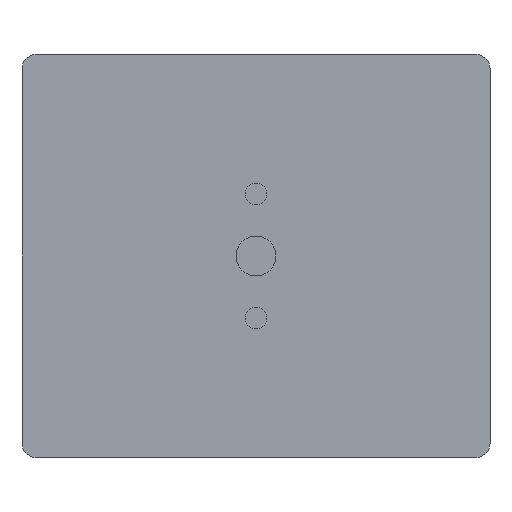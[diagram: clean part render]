
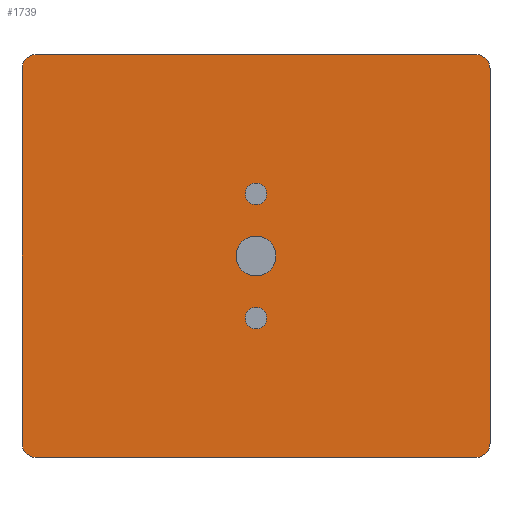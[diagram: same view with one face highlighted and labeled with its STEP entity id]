
A CAD part, front view. The second image highlights one B-rep face of the part: STEP entity #1739.
In plain terms, the highlighted planar face has unit normal (0, -1, 0).
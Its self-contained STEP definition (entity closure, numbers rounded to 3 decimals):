
#23=FACE_BOUND('',#286,.T.);
#24=FACE_BOUND('',#287,.T.);
#25=FACE_BOUND('',#288,.T.);
#63=CIRCLE('',#1844,1.5);
#65=CIRCLE('',#1848,1.5);
#79=CIRCLE('',#1896,2.769);
#81=CIRCLE('',#1899,2.);
#82=CIRCLE('',#1900,2.);
#83=CIRCLE('',#1901,2.);
#84=CIRCLE('',#1902,2.);
#180=FACE_OUTER_BOUND('',#285,.T.);
#285=EDGE_LOOP('',(#1397,#1398,#1399,#1400,#1401,#1402,#1403,#1404));
#286=EDGE_LOOP('',(#1405));
#287=EDGE_LOOP('',(#1406));
#288=EDGE_LOOP('',(#1407));
#470=LINE('',#2790,#660);
#471=LINE('',#2794,#661);
#472=LINE('',#2798,#662);
#473=LINE('',#2802,#663);
#660=VECTOR('',#2281,10.);
#661=VECTOR('',#2284,10.);
#662=VECTOR('',#2287,10.);
#663=VECTOR('',#2290,10.);
#789=VERTEX_POINT('',#2626);
#791=VERTEX_POINT('',#2633);
#837=VERTEX_POINT('',#2782);
#839=VERTEX_POINT('',#2788);
#840=VERTEX_POINT('',#2789);
#841=VERTEX_POINT('',#2791);
#842=VERTEX_POINT('',#2793);
#843=VERTEX_POINT('',#2795);
#844=VERTEX_POINT('',#2797);
#845=VERTEX_POINT('',#2799);
#846=VERTEX_POINT('',#2801);
#974=EDGE_CURVE('',#789,#789,#63,.T.);
#977=EDGE_CURVE('',#791,#791,#65,.T.);
#1046=EDGE_CURVE('',#837,#837,#79,.T.);
#1049=EDGE_CURVE('',#839,#840,#470,.T.);
#1050=EDGE_CURVE('',#840,#841,#81,.T.);
#1051=EDGE_CURVE('',#841,#842,#471,.T.);
#1052=EDGE_CURVE('',#842,#843,#82,.T.);
#1053=EDGE_CURVE('',#843,#844,#472,.T.);
#1054=EDGE_CURVE('',#844,#845,#83,.T.);
#1055=EDGE_CURVE('',#845,#846,#473,.T.);
#1056=EDGE_CURVE('',#846,#839,#84,.T.);
#1397=ORIENTED_EDGE('',*,*,#1049,.T.);
#1398=ORIENTED_EDGE('',*,*,#1050,.T.);
#1399=ORIENTED_EDGE('',*,*,#1051,.T.);
#1400=ORIENTED_EDGE('',*,*,#1052,.T.);
#1401=ORIENTED_EDGE('',*,*,#1053,.T.);
#1402=ORIENTED_EDGE('',*,*,#1054,.T.);
#1403=ORIENTED_EDGE('',*,*,#1055,.T.);
#1404=ORIENTED_EDGE('',*,*,#1056,.T.);
#1405=ORIENTED_EDGE('',*,*,#974,.T.);
#1406=ORIENTED_EDGE('',*,*,#977,.T.);
#1407=ORIENTED_EDGE('',*,*,#1046,.T.);
#1650=PLANE('',#1898);
#1739=ADVANCED_FACE('',(#180,#23,#24,#25),#1650,.T.);
#1844=AXIS2_PLACEMENT_3D('',#2627,#2114,#2115);
#1848=AXIS2_PLACEMENT_3D('',#2634,#2123,#2124);
#1896=AXIS2_PLACEMENT_3D('',#2783,#2274,#2275);
#1898=AXIS2_PLACEMENT_3D('',#2787,#2279,#2280);
#1899=AXIS2_PLACEMENT_3D('',#2792,#2282,#2283);
#1900=AXIS2_PLACEMENT_3D('',#2796,#2285,#2286);
#1901=AXIS2_PLACEMENT_3D('',#2800,#2288,#2289);
#1902=AXIS2_PLACEMENT_3D('',#2803,#2291,#2292);
#2114=DIRECTION('center_axis',(0.,1.,0.));
#2115=DIRECTION('ref_axis',(1.,0.,0.));
#2123=DIRECTION('center_axis',(0.,1.,0.));
#2124=DIRECTION('ref_axis',(1.,0.,0.));
#2274=DIRECTION('center_axis',(0.,1.,0.));
#2275=DIRECTION('ref_axis',(-1.,0.,0.));
#2279=DIRECTION('center_axis',(0.,-1.,0.));
#2280=DIRECTION('ref_axis',(0.,0.,-1.));
#2281=DIRECTION('',(0.,0.,-1.));
#2282=DIRECTION('center_axis',(0.,-1.,0.));
#2283=DIRECTION('ref_axis',(-1.,0.,0.));
#2284=DIRECTION('',(1.,0.,0.));
#2285=DIRECTION('center_axis',(0.,-1.,0.));
#2286=DIRECTION('ref_axis',(0.,0.,-1.));
#2287=DIRECTION('',(0.,0.,1.));
#2288=DIRECTION('center_axis',(0.,-1.,0.));
#2289=DIRECTION('ref_axis',(1.,0.,0.));
#2290=DIRECTION('',(-1.,0.,0.));
#2291=DIRECTION('center_axis',(0.,-1.,0.));
#2292=DIRECTION('ref_axis',(0.,0.,1.));
#2626=CARTESIAN_POINT('',(-1.5,-5.,8.625));
#2627=CARTESIAN_POINT('Origin',(0.,-5.,8.625));
#2633=CARTESIAN_POINT('',(-1.5,-5.,-8.625));
#2634=CARTESIAN_POINT('Origin',(0.,-5.,-8.625));
#2782=CARTESIAN_POINT('',(2.769,-5.,0.));
#2783=CARTESIAN_POINT('Origin',(0.,-5.,0.));
#2787=CARTESIAN_POINT('Origin',(0.,-5.,0.));
#2788=CARTESIAN_POINT('',(-32.5,-5.,26.));
#2789=CARTESIAN_POINT('',(-32.5,-5.,-26.));
#2790=CARTESIAN_POINT('',(-32.5,-5.,26.));
#2791=CARTESIAN_POINT('',(-30.5,-5.,-28.));
#2792=CARTESIAN_POINT('Origin',(-30.5,-5.,-26.));
#2793=CARTESIAN_POINT('',(30.5,-5.,-28.));
#2794=CARTESIAN_POINT('',(-30.5,-5.,-28.));
#2795=CARTESIAN_POINT('',(32.5,-5.,-26.));
#2796=CARTESIAN_POINT('Origin',(30.5,-5.,-26.));
#2797=CARTESIAN_POINT('',(32.5,-5.,26.));
#2798=CARTESIAN_POINT('',(32.5,-5.,-26.));
#2799=CARTESIAN_POINT('',(30.5,-5.,28.));
#2800=CARTESIAN_POINT('Origin',(30.5,-5.,26.));
#2801=CARTESIAN_POINT('',(-30.5,-5.,28.));
#2802=CARTESIAN_POINT('',(30.5,-5.,28.));
#2803=CARTESIAN_POINT('Origin',(-30.5,-5.,26.));
